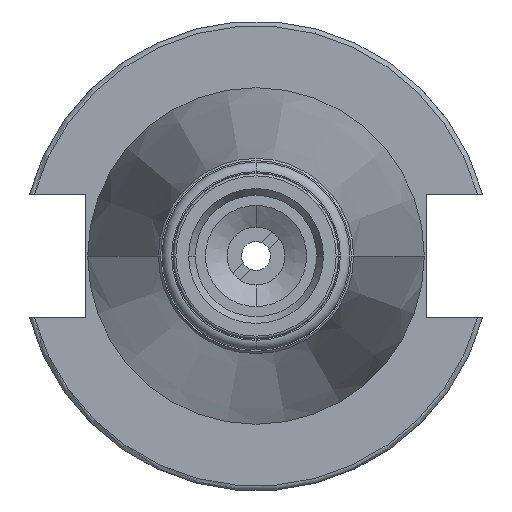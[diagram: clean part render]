
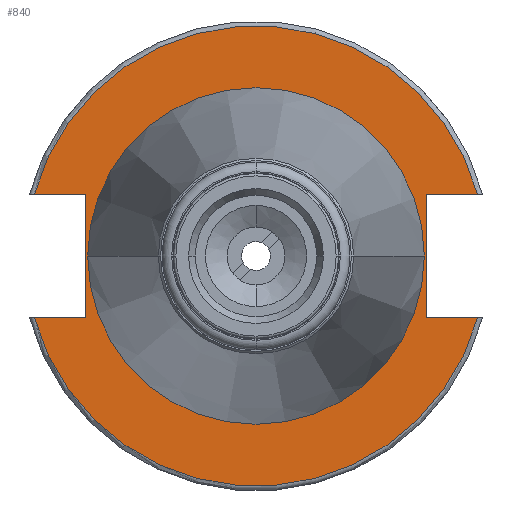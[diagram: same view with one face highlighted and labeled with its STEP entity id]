
A CAD part, left-side view. The second image highlights one B-rep face of the part: STEP entity #840.
In plain terms, the highlighted planar face has unit normal (-1, 0, 0).
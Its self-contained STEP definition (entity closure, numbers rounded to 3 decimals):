
#596 = VERTEX_POINT ( 'NONE', #2792 ) ;
#598 = EDGE_CURVE ( 'NONE', #599, #596, #2791, .T. ) ;
#599 = VERTEX_POINT ( 'NONE', #2786 ) ;
#833 = EDGE_CURVE ( 'NONE', #912, #834, #3230, .T. ) ;
#834 = VERTEX_POINT ( 'NONE', #3226 ) ;
#835 = ORIENTED_EDGE ( 'NONE', *, *, #836, .T. ) ;
#836 = EDGE_CURVE ( 'NONE', #834, #844, #3225, .T. ) ;
#837 = EDGE_LOOP ( 'NONE', ( #838, #839 ) ) ;
#838 = ORIENTED_EDGE ( 'NONE', *, *, #598, .T. ) ;
#839 = ORIENTED_EDGE ( 'NONE', *, *, #893, .T. ) ;
#840 = ADVANCED_FACE ( 'NONE', ( #3221, #3220 ), #3219, .T. ) ;
#841 = EDGE_LOOP ( 'NONE', ( #842, #846, #849, #852, #908, #910, #913, #835 ) ) ;
#842 = ORIENTED_EDGE ( 'NONE', *, *, #843, .T. ) ;
#843 = EDGE_CURVE ( 'NONE', #844, #845, #3275, .T. ) ;
#844 = VERTEX_POINT ( 'NONE', #3271 ) ;
#845 = VERTEX_POINT ( 'NONE', #3270 ) ;
#846 = ORIENTED_EDGE ( 'NONE', *, *, #847, .T. ) ;
#847 = EDGE_CURVE ( 'NONE', #845, #848, #3269, .T. ) ;
#848 = VERTEX_POINT ( 'NONE', #3264 ) ;
#849 = ORIENTED_EDGE ( 'NONE', *, *, #850, .T. ) ;
#850 = EDGE_CURVE ( 'NONE', #848, #851, #3263, .T. ) ;
#851 = VERTEX_POINT ( 'NONE', #3259 ) ;
#852 = ORIENTED_EDGE ( 'NONE', *, *, #853, .T. ) ;
#853 = EDGE_CURVE ( 'NONE', #851, #854, #3258, .T. ) ;
#854 = VERTEX_POINT ( 'NONE', #3254 ) ;
#855 = VERTEX_POINT ( 'NONE', #3253 ) ;
#893 = EDGE_CURVE ( 'NONE', #596, #599, #3322, .T. ) ;
#908 = ORIENTED_EDGE ( 'NONE', *, *, #909, .T. ) ;
#909 = EDGE_CURVE ( 'NONE', #854, #855, #3351, .T. ) ;
#910 = ORIENTED_EDGE ( 'NONE', *, *, #911, .T. ) ;
#911 = EDGE_CURVE ( 'NONE', #855, #912, #3347, .T. ) ;
#912 = VERTEX_POINT ( 'NONE', #3342 ) ;
#913 = ORIENTED_EDGE ( 'NONE', *, *, #833, .T. ) ;
#2786 = CARTESIAN_POINT ( 'NONE',  ( 17., 34.925, 0. ) ) ;
#2787 = DIRECTION ( 'NONE',  ( 0., 1., 0. ) ) ;
#2788 = DIRECTION ( 'NONE',  ( 1., 0., 0. ) ) ;
#2789 = CARTESIAN_POINT ( 'NONE',  ( 17., 0., 0. ) ) ;
#2790 = AXIS2_PLACEMENT_3D ( 'NONE', #2789, #2788, #2787 ) ;
#2791 = CIRCLE ( 'NONE', #2790, 34.925 ) ;
#2792 = CARTESIAN_POINT ( 'NONE',  ( 17., -34.925, 0. ) ) ;
#3215 = DIRECTION ( 'NONE',  ( 0., -1., 0. ) ) ;
#3216 = DIRECTION ( 'NONE',  ( -1., 0., 0. ) ) ;
#3217 = CARTESIAN_POINT ( 'NONE',  ( 17., 34.925, 0. ) ) ;
#3218 = AXIS2_PLACEMENT_3D ( 'NONE', #3217, #3216, #3215 ) ;
#3219 = PLANE ( 'NONE',  #3218 ) ;
#3220 = FACE_BOUND ( 'NONE', #837, .T. ) ;
#3221 = FACE_OUTER_BOUND ( 'NONE', #841, .T. ) ;
#3222 = DIRECTION ( 'NONE',  ( 0., 0., -1. ) ) ;
#3223 = VECTOR ( 'NONE', #3222, 1000. ) ;
#3224 = CARTESIAN_POINT ( 'NONE',  ( 17., 35.3, 12.85 ) ) ;
#3225 = LINE ( 'NONE', #3224, #3223 ) ;
#3226 = CARTESIAN_POINT ( 'NONE',  ( 17., 35.3, 12.85 ) ) ;
#3227 = DIRECTION ( 'NONE',  ( 0., -1., 0. ) ) ;
#3228 = VECTOR ( 'NONE', #3227, 1000. ) ;
#3229 = CARTESIAN_POINT ( 'NONE',  ( 17., 50.3, 12.85 ) ) ;
#3230 = LINE ( 'NONE', #3229, #3228 ) ;
#3253 = CARTESIAN_POINT ( 'NONE',  ( 17., -45.988, 12.85 ) ) ;
#3254 = CARTESIAN_POINT ( 'NONE',  ( 17., -35.3, 12.85 ) ) ;
#3255 = DIRECTION ( 'NONE',  ( 0., 0., 1. ) ) ;
#3256 = VECTOR ( 'NONE', #3255, 1000. ) ;
#3257 = CARTESIAN_POINT ( 'NONE',  ( 17., -35.3, 12.85 ) ) ;
#3258 = LINE ( 'NONE', #3257, #3256 ) ;
#3259 = CARTESIAN_POINT ( 'NONE',  ( 17., -35.3, -12.85 ) ) ;
#3260 = DIRECTION ( 'NONE',  ( 0., 1., 0. ) ) ;
#3261 = VECTOR ( 'NONE', #3260, 1000. ) ;
#3262 = CARTESIAN_POINT ( 'NONE',  ( 17., -35.3, -12.85 ) ) ;
#3263 = LINE ( 'NONE', #3262, #3261 ) ;
#3264 = CARTESIAN_POINT ( 'NONE',  ( 17., -45.988, -12.85 ) ) ;
#3265 = DIRECTION ( 'NONE',  ( 0., -1., 0. ) ) ;
#3266 = DIRECTION ( 'NONE',  ( -1., 0., 0. ) ) ;
#3267 = CARTESIAN_POINT ( 'NONE',  ( 17., 0., 0. ) ) ;
#3268 = AXIS2_PLACEMENT_3D ( 'NONE', #3267, #3266, #3265 ) ;
#3269 = CIRCLE ( 'NONE', #3268, 47.75 ) ;
#3270 = CARTESIAN_POINT ( 'NONE',  ( 17., 45.988, -12.85 ) ) ;
#3271 = CARTESIAN_POINT ( 'NONE',  ( 17., 35.3, -12.85 ) ) ;
#3272 = DIRECTION ( 'NONE',  ( 0., 1., 0. ) ) ;
#3273 = VECTOR ( 'NONE', #3272, 1000. ) ;
#3274 = CARTESIAN_POINT ( 'NONE',  ( 17., 50.3, -12.85 ) ) ;
#3275 = LINE ( 'NONE', #3274, #3273 ) ;
#3315 = DIRECTION ( 'NONE',  ( 0., 1., 0. ) ) ;
#3316 = DIRECTION ( 'NONE',  ( 1., 0., 0. ) ) ;
#3317 = CARTESIAN_POINT ( 'NONE',  ( 17., 0., 0. ) ) ;
#3318 = AXIS2_PLACEMENT_3D ( 'NONE', #3317, #3316, #3315 ) ;
#3322 = CIRCLE ( 'NONE', #3318, 34.925 ) ;
#3342 = CARTESIAN_POINT ( 'NONE',  ( 17., 45.988, 12.85 ) ) ;
#3343 = DIRECTION ( 'NONE',  ( 0., -1., 0. ) ) ;
#3344 = DIRECTION ( 'NONE',  ( -1., 0., 0. ) ) ;
#3345 = CARTESIAN_POINT ( 'NONE',  ( 17., 0., 0. ) ) ;
#3346 = AXIS2_PLACEMENT_3D ( 'NONE', #3345, #3344, #3343 ) ;
#3347 = CIRCLE ( 'NONE', #3346, 47.75 ) ;
#3348 = DIRECTION ( 'NONE',  ( 0., -1., 0. ) ) ;
#3349 = VECTOR ( 'NONE', #3348, 1000. ) ;
#3350 = CARTESIAN_POINT ( 'NONE',  ( 17., -35.3, 12.85 ) ) ;
#3351 = LINE ( 'NONE', #3350, #3349 ) ;
